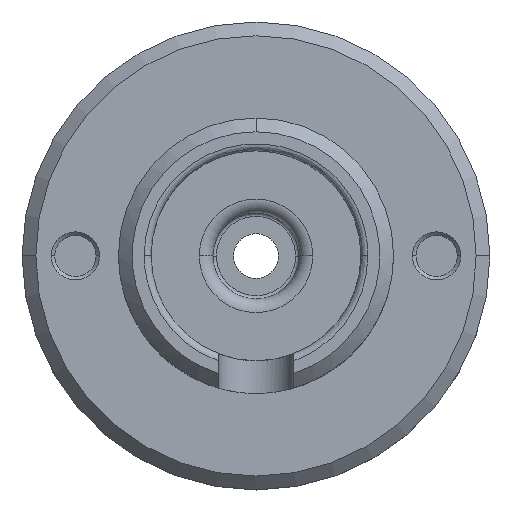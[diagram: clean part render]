
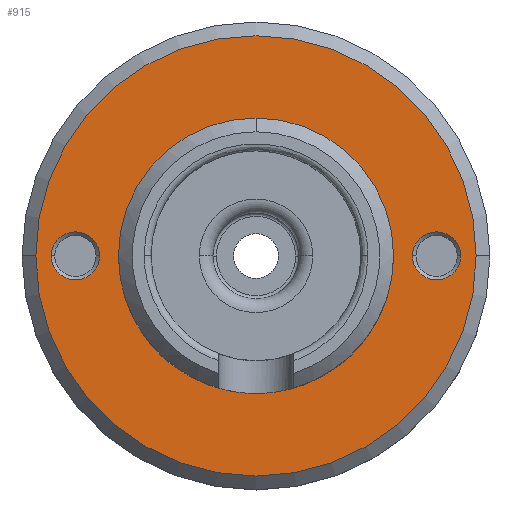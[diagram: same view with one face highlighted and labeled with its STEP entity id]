
A CAD part, top view. The second image highlights one B-rep face of the part: STEP entity #915.
In plain terms, the highlighted planar face has unit normal (0, 0, 1).
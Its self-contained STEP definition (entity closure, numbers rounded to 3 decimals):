
#8 = ORIENTED_EDGE ( 'NONE', *, *, #1599, .T. ) ;
#40 = DIRECTION ( 'NONE',  ( -1., 0., 0. ) ) ;
#64 = VERTEX_POINT ( 'NONE', #1291 ) ;
#66 = EDGE_CURVE ( 'NONE', #749, #1684, #1507, .T. ) ;
#69 = ORIENTED_EDGE ( 'NONE', *, *, #74, .T. ) ;
#70 = DIRECTION ( 'NONE',  ( 0., 0., -1. ) ) ;
#71 = ORIENTED_EDGE ( 'NONE', *, *, #1079, .F. ) ;
#74 = EDGE_CURVE ( 'NONE', #770, #369, #1583, .T. ) ;
#94 = CARTESIAN_POINT ( 'NONE',  ( 4.55, 0., 3.1 ) ) ;
#112 = EDGE_CURVE ( 'NONE', #527, #155, #1417, .T. ) ;
#155 = VERTEX_POINT ( 'NONE', #94 ) ;
#168 = FACE_OUTER_BOUND ( 'NONE', #801, .T. ) ;
#190 = CARTESIAN_POINT ( 'NONE',  ( 5.25, 0., 3.1 ) ) ;
#239 = AXIS2_PLACEMENT_3D ( 'NONE', #648, #1617, #1078 ) ;
#289 = FACE_BOUND ( 'NONE', #1162, .T. ) ;
#296 = CIRCLE ( 'NONE', #1254, 0.7 ) ;
#321 = EDGE_CURVE ( 'NONE', #369, #770, #1114, .T. ) ;
#335 = ORIENTED_EDGE ( 'NONE', *, *, #66, .T. ) ;
#351 = AXIS2_PLACEMENT_3D ( 'NONE', #1003, #1188, #831 ) ;
#369 = VERTEX_POINT ( 'NONE', #1217 ) ;
#382 = EDGE_LOOP ( 'NONE', ( #335, #8 ) ) ;
#401 = AXIS2_PLACEMENT_3D ( 'NONE', #1372, #70, #40 ) ;
#440 = CARTESIAN_POINT ( 'NONE',  ( 0., 0., 3.1 ) ) ;
#460 = CARTESIAN_POINT ( 'NONE',  ( -5.25, 0., 3.1 ) ) ;
#468 = ORIENTED_EDGE ( 'NONE', *, *, #321, .T. ) ;
#510 = CARTESIAN_POINT ( 'NONE',  ( 6.4, 0., 3.1 ) ) ;
#527 = VERTEX_POINT ( 'NONE', #1366 ) ;
#555 = DIRECTION ( 'NONE',  ( 0., 0., 1. ) ) ;
#572 = CARTESIAN_POINT ( 'NONE',  ( -4.55, 0., 3.1 ) ) ;
#614 = EDGE_CURVE ( 'NONE', #64, #692, #674, .T. ) ;
#648 = CARTESIAN_POINT ( 'NONE',  ( -5.25, 0., 3.1 ) ) ;
#649 = CIRCLE ( 'NONE', #401, 3.6 ) ;
#674 = CIRCLE ( 'NONE', #813, 3.6 ) ;
#680 = AXIS2_PLACEMENT_3D ( 'NONE', #190, #966, #1216 ) ;
#692 = VERTEX_POINT ( 'NONE', #1326 ) ;
#729 = FACE_BOUND ( 'NONE', #382, .T. ) ;
#749 = VERTEX_POINT ( 'NONE', #572 ) ;
#770 = VERTEX_POINT ( 'NONE', #510 ) ;
#801 = EDGE_LOOP ( 'NONE', ( #468, #69 ) ) ;
#809 = DIRECTION ( 'NONE',  ( -1., 0., 0. ) ) ;
#813 = AXIS2_PLACEMENT_3D ( 'NONE', #932, #1064, #809 ) ;
#831 = DIRECTION ( 'NONE',  ( 1., 0., 0. ) ) ;
#862 = DIRECTION ( 'NONE',  ( 0., 0., -1. ) ) ;
#883 = CARTESIAN_POINT ( 'NONE',  ( -5.95, 0., 3.1 ) ) ;
#897 = CIRCLE ( 'NONE', #351, 0.7 ) ;
#915 = ADVANCED_FACE ( 'NONE', ( #990, #289, #729, #168 ), #1207, .T. ) ;
#932 = CARTESIAN_POINT ( 'NONE',  ( 0., 0., 3.1 ) ) ;
#946 = ORIENTED_EDGE ( 'NONE', *, *, #1457, .T. ) ;
#966 = DIRECTION ( 'NONE',  ( 0., 0., 1. ) ) ;
#974 = DIRECTION ( 'NONE',  ( 0., 0., 1. ) ) ;
#986 = DIRECTION ( 'NONE',  ( 1., 0., 0. ) ) ;
#990 = FACE_BOUND ( 'NONE', #1072, .T. ) ;
#1003 = CARTESIAN_POINT ( 'NONE',  ( 5.25, 0., 3.1 ) ) ;
#1064 = DIRECTION ( 'NONE',  ( 0., 0., -1. ) ) ;
#1072 = EDGE_LOOP ( 'NONE', ( #1553, #946 ) ) ;
#1076 = CARTESIAN_POINT ( 'NONE',  ( -6.477, -6.477, 3.1 ) ) ;
#1078 = DIRECTION ( 'NONE',  ( 1., 0., 0. ) ) ;
#1079 = EDGE_CURVE ( 'NONE', #155, #527, #897, .T. ) ;
#1114 = CIRCLE ( 'NONE', #1503, 6.4 ) ;
#1162 = EDGE_LOOP ( 'NONE', ( #1565, #71 ) ) ;
#1188 = DIRECTION ( 'NONE',  ( 0., 0., 1. ) ) ;
#1195 = AXIS2_PLACEMENT_3D ( 'NONE', #1076, #555, #1242 ) ;
#1207 = PLANE ( 'NONE',  #1195 ) ;
#1216 = DIRECTION ( 'NONE',  ( 1., 0., 0. ) ) ;
#1217 = CARTESIAN_POINT ( 'NONE',  ( -6.4, 0., 3.1 ) ) ;
#1239 = CARTESIAN_POINT ( 'NONE',  ( 0., 0., 3.1 ) ) ;
#1242 = DIRECTION ( 'NONE',  ( 1., 0., 0. ) ) ;
#1254 = AXIS2_PLACEMENT_3D ( 'NONE', #460, #862, #986 ) ;
#1276 = AXIS2_PLACEMENT_3D ( 'NONE', #440, #1524, #1357 ) ;
#1291 = CARTESIAN_POINT ( 'NONE',  ( -3.6, 0., 3.1 ) ) ;
#1326 = CARTESIAN_POINT ( 'NONE',  ( 3.6, 0., 3.1 ) ) ;
#1357 = DIRECTION ( 'NONE',  ( -1., 0., 0. ) ) ;
#1366 = CARTESIAN_POINT ( 'NONE',  ( 5.95, 0., 3.1 ) ) ;
#1372 = CARTESIAN_POINT ( 'NONE',  ( 0., 0., 3.1 ) ) ;
#1417 = CIRCLE ( 'NONE', #680, 0.7 ) ;
#1457 = EDGE_CURVE ( 'NONE', #692, #64, #649, .T. ) ;
#1503 = AXIS2_PLACEMENT_3D ( 'NONE', #1239, #974, #1516 ) ;
#1507 = CIRCLE ( 'NONE', #239, 0.7 ) ;
#1516 = DIRECTION ( 'NONE',  ( -1., 0., 0. ) ) ;
#1524 = DIRECTION ( 'NONE',  ( 0., 0., 1. ) ) ;
#1553 = ORIENTED_EDGE ( 'NONE', *, *, #614, .T. ) ;
#1565 = ORIENTED_EDGE ( 'NONE', *, *, #112, .F. ) ;
#1583 = CIRCLE ( 'NONE', #1276, 6.4 ) ;
#1599 = EDGE_CURVE ( 'NONE', #1684, #749, #296, .T. ) ;
#1617 = DIRECTION ( 'NONE',  ( 0., 0., -1. ) ) ;
#1684 = VERTEX_POINT ( 'NONE', #883 ) ;
